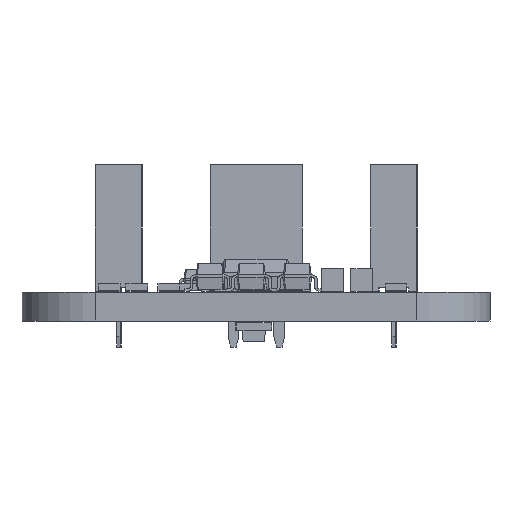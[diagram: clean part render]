
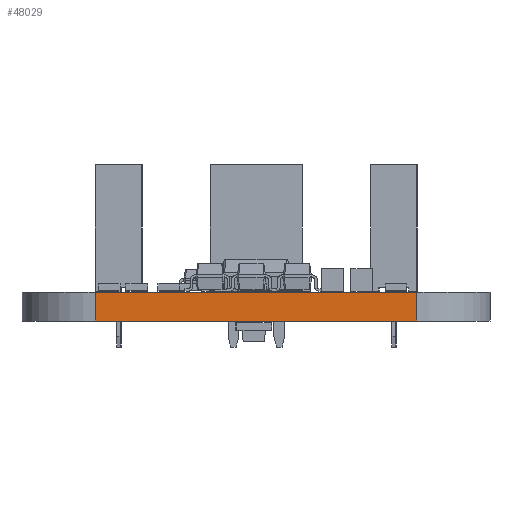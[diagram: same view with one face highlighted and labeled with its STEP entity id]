
A CAD part, front view. The second image highlights one B-rep face of the part: STEP entity #48029.
In plain terms, the highlighted planar face has unit normal (0, -1, 0).
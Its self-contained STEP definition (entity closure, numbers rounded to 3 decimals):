
#44283 = PLANE('',#44284);
#44284 = AXIS2_PLACEMENT_3D('',#44285,#44286,#44287);
#44285 = CARTESIAN_POINT('',(95.758,-64.643,1.6));
#44286 = DIRECTION('',(0.,0.,1.));
#44287 = DIRECTION('',(1.,0.,0.));
#44337 = PLANE('',#44338);
#44338 = AXIS2_PLACEMENT_3D('',#44339,#44340,#44341);
#44339 = CARTESIAN_POINT('',(95.758,-64.643,0.));
#44340 = DIRECTION('',(0.,0.,1.));
#44341 = DIRECTION('',(1.,0.,0.));
#44534 = VERTEX_POINT('',#44535);
#44535 = CARTESIAN_POINT('',(86.868,-91.694,0.));
#44550 = CYLINDRICAL_SURFACE('',#44551,4.064);
#44551 = AXIS2_PLACEMENT_3D('',#44552,#44553,#44554);
#44552 = CARTESIAN_POINT('',(86.868,-87.63,0.));
#44553 = DIRECTION('',(0.,0.,-1.));
#44554 = DIRECTION('',(1.,0.,0.));
#44562 = EDGE_CURVE('',#44534,#44563,#44565,.T.);
#44563 = VERTEX_POINT('',#44564);
#44564 = CARTESIAN_POINT('',(104.648,-91.694,0.));
#44565 = SURFACE_CURVE('',#44566,(#44570,#44577),.PCURVE_S1.);
#44566 = LINE('',#44567,#44568);
#44567 = CARTESIAN_POINT('',(86.868,-91.694,0.));
#44568 = VECTOR('',#44569,1.);
#44569 = DIRECTION('',(1.,0.,0.));
#44570 = PCURVE('',#44337,#44571);
#44571 = DEFINITIONAL_REPRESENTATION('',(#44572),#44576);
#44572 = LINE('',#44573,#44574);
#44573 = CARTESIAN_POINT('',(-8.89,-27.051));
#44574 = VECTOR('',#44575,1.);
#44575 = DIRECTION('',(1.,0.));
#44576 = ( GEOMETRIC_REPRESENTATION_CONTEXT(2) 
PARAMETRIC_REPRESENTATION_CONTEXT() REPRESENTATION_CONTEXT('2D SPACE',''
  ) );
#44577 = PCURVE('',#44578,#44583);
#44578 = PLANE('',#44579);
#44579 = AXIS2_PLACEMENT_3D('',#44580,#44581,#44582);
#44580 = CARTESIAN_POINT('',(86.868,-91.694,0.));
#44581 = DIRECTION('',(0.,1.,0.));
#44582 = DIRECTION('',(1.,0.,0.));
#44583 = DEFINITIONAL_REPRESENTATION('',(#44584),#44588);
#44584 = LINE('',#44585,#44586);
#44585 = CARTESIAN_POINT('',(0.,0.));
#44586 = VECTOR('',#44587,1.);
#44587 = DIRECTION('',(1.,0.));
#44588 = ( GEOMETRIC_REPRESENTATION_CONTEXT(2) 
PARAMETRIC_REPRESENTATION_CONTEXT() REPRESENTATION_CONTEXT('2D SPACE',''
  ) );
#44607 = CYLINDRICAL_SURFACE('',#44608,4.064);
#44608 = AXIS2_PLACEMENT_3D('',#44609,#44610,#44611);
#44609 = CARTESIAN_POINT('',(104.648,-87.63,0.));
#44610 = DIRECTION('',(0.,0.,-1.));
#44611 = DIRECTION('',(1.,0.,0.));
#46390 = VERTEX_POINT('',#46391);
#46391 = CARTESIAN_POINT('',(86.868,-91.694,1.6));
#46413 = EDGE_CURVE('',#46390,#46414,#46416,.T.);
#46414 = VERTEX_POINT('',#46415);
#46415 = CARTESIAN_POINT('',(104.648,-91.694,1.6));
#46416 = SURFACE_CURVE('',#46417,(#46421,#46428),.PCURVE_S1.);
#46417 = LINE('',#46418,#46419);
#46418 = CARTESIAN_POINT('',(86.868,-91.694,1.6));
#46419 = VECTOR('',#46420,1.);
#46420 = DIRECTION('',(1.,0.,0.));
#46421 = PCURVE('',#44283,#46422);
#46422 = DEFINITIONAL_REPRESENTATION('',(#46423),#46427);
#46423 = LINE('',#46424,#46425);
#46424 = CARTESIAN_POINT('',(-8.89,-27.051));
#46425 = VECTOR('',#46426,1.);
#46426 = DIRECTION('',(1.,0.));
#46427 = ( GEOMETRIC_REPRESENTATION_CONTEXT(2) 
PARAMETRIC_REPRESENTATION_CONTEXT() REPRESENTATION_CONTEXT('2D SPACE',''
  ) );
#46428 = PCURVE('',#44578,#46429);
#46429 = DEFINITIONAL_REPRESENTATION('',(#46430),#46434);
#46430 = LINE('',#46431,#46432);
#46431 = CARTESIAN_POINT('',(0.,-1.6));
#46432 = VECTOR('',#46433,1.);
#46433 = DIRECTION('',(1.,0.));
#46434 = ( GEOMETRIC_REPRESENTATION_CONTEXT(2) 
PARAMETRIC_REPRESENTATION_CONTEXT() REPRESENTATION_CONTEXT('2D SPACE',''
  ) );
#47979 = EDGE_CURVE('',#44563,#46414,#47980,.T.);
#47980 = SURFACE_CURVE('',#47981,(#47985,#47992),.PCURVE_S1.);
#47981 = LINE('',#47982,#47983);
#47982 = CARTESIAN_POINT('',(104.648,-91.694,0.));
#47983 = VECTOR('',#47984,1.);
#47984 = DIRECTION('',(0.,0.,1.));
#47985 = PCURVE('',#44607,#47986);
#47986 = DEFINITIONAL_REPRESENTATION('',(#47987),#47991);
#47987 = LINE('',#47988,#47989);
#47988 = CARTESIAN_POINT('',(-4.712,0.));
#47989 = VECTOR('',#47990,1.);
#47990 = DIRECTION('',(0.,-1.));
#47991 = ( GEOMETRIC_REPRESENTATION_CONTEXT(2) 
PARAMETRIC_REPRESENTATION_CONTEXT() REPRESENTATION_CONTEXT('2D SPACE',''
  ) );
#47992 = PCURVE('',#44578,#47993);
#47993 = DEFINITIONAL_REPRESENTATION('',(#47994),#47998);
#47994 = LINE('',#47995,#47996);
#47995 = CARTESIAN_POINT('',(17.78,0.));
#47996 = VECTOR('',#47997,1.);
#47997 = DIRECTION('',(0.,-1.));
#47998 = ( GEOMETRIC_REPRESENTATION_CONTEXT(2) 
PARAMETRIC_REPRESENTATION_CONTEXT() REPRESENTATION_CONTEXT('2D SPACE',''
  ) );
#48008 = EDGE_CURVE('',#44534,#46390,#48009,.T.);
#48009 = SURFACE_CURVE('',#48010,(#48014,#48021),.PCURVE_S1.);
#48010 = LINE('',#48011,#48012);
#48011 = CARTESIAN_POINT('',(86.868,-91.694,0.));
#48012 = VECTOR('',#48013,1.);
#48013 = DIRECTION('',(0.,0.,1.));
#48014 = PCURVE('',#44550,#48015);
#48015 = DEFINITIONAL_REPRESENTATION('',(#48016),#48020);
#48016 = LINE('',#48017,#48018);
#48017 = CARTESIAN_POINT('',(-4.712,0.));
#48018 = VECTOR('',#48019,1.);
#48019 = DIRECTION('',(0.,-1.));
#48020 = ( GEOMETRIC_REPRESENTATION_CONTEXT(2) 
PARAMETRIC_REPRESENTATION_CONTEXT() REPRESENTATION_CONTEXT('2D SPACE',''
  ) );
#48021 = PCURVE('',#44578,#48022);
#48022 = DEFINITIONAL_REPRESENTATION('',(#48023),#48027);
#48023 = LINE('',#48024,#48025);
#48024 = CARTESIAN_POINT('',(0.,0.));
#48025 = VECTOR('',#48026,1.);
#48026 = DIRECTION('',(0.,-1.));
#48027 = ( GEOMETRIC_REPRESENTATION_CONTEXT(2) 
PARAMETRIC_REPRESENTATION_CONTEXT() REPRESENTATION_CONTEXT('2D SPACE',''
  ) );
#48029 = ADVANCED_FACE('',(#48030),#44578,.F.);
#48030 = FACE_BOUND('',#48031,.F.);
#48031 = EDGE_LOOP('',(#48032,#48033,#48034,#48035));
#48032 = ORIENTED_EDGE('',*,*,#48008,.T.);
#48033 = ORIENTED_EDGE('',*,*,#46413,.T.);
#48034 = ORIENTED_EDGE('',*,*,#47979,.F.);
#48035 = ORIENTED_EDGE('',*,*,#44562,.F.);
